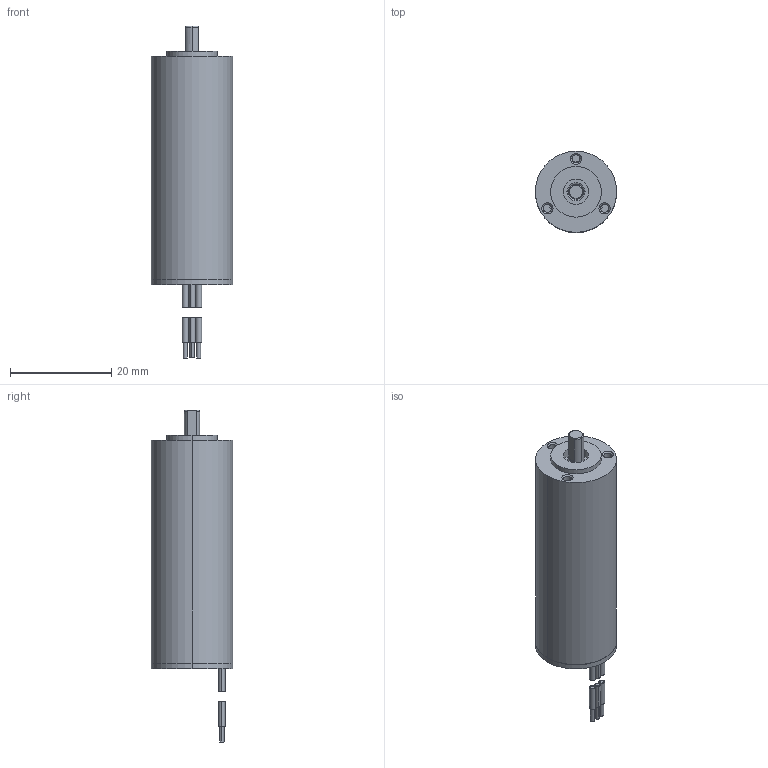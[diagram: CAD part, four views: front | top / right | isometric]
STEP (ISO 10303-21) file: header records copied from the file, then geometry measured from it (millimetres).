
FILE_DESCRIPTION (( 'STEP AP214' ), '1' );
FILE_NAME ('103504507.STEP', '2025-07-10T01:57:32', ( 'China' ), ( 'Microsoft' ), 'SwSTEP 2.0', 'SolidWorks 2025', '' );
FILE_SCHEMA (( 'AUTOMOTIVE_DESIGN' ));
Length unit declared in the file: millimetre
Products named in the file (1): 103504507
Bounding box: 16 x 16 x 65.5 mm (x, y, z)
Volume: 8143.7 mm3; surface area: 39870.4 mm2
Topology: 189 solids, 189 shells, 1319 faces, 2705 edges, 1787 vertices
Faces by surface type: cylinder 822, plane 444, torus 40, cone 11, bspline 2
Entity records: 39318 total; most frequent: CARTESIAN_POINT 7138, DIRECTION 7075, ORIENTED_EDGE 5410, AXIS2_PLACEMENT_3D 3068, EDGE_CURVE 2705, VERTEX_POINT 1787, CIRCLE 1750, EDGE_LOOP 1694
